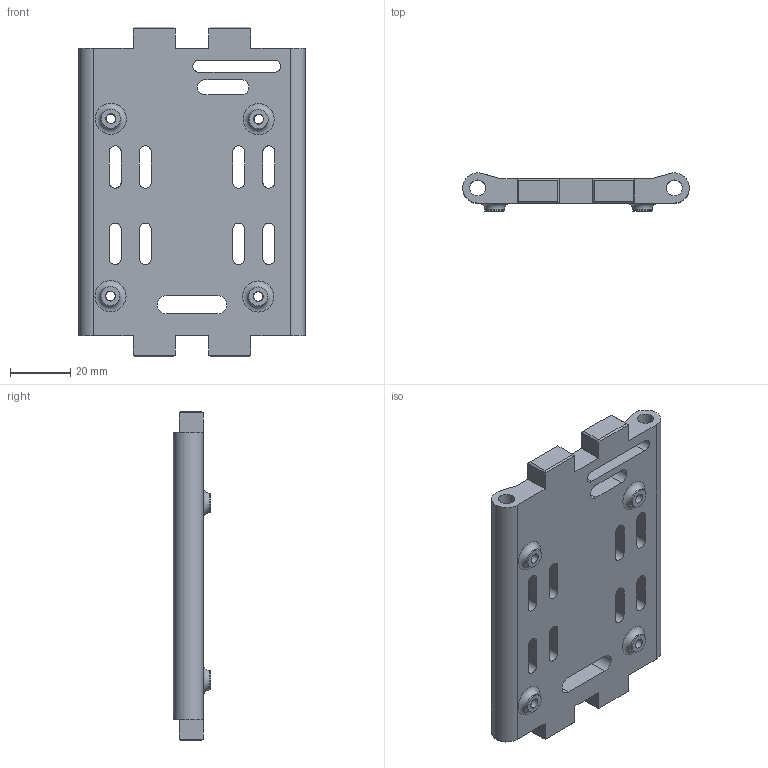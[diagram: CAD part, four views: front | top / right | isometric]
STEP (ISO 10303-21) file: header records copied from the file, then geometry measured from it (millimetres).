
FILE_DESCRIPTION(/* description */ (''),/* implementation_level */ '2;1');
FILE_NAME(/* name */ '5-Platform.step',/* time_stamp */ '2019-12-21T14:08:46-04:00',/* author */ (''),/* organization */ (''),/* preprocessor_version */ 'ST-DEVELOPER v18',/* originating_system */ 'Autodesk Translation Framework v8.12.0.6',/* authorisation */ '');
FILE_SCHEMA (('AUTOMOTIVE_DESIGN { 1 0 10303 214 3 1 1 }'));
Length unit declared in the file: millimetre
Products named in the file (1): Platform
Bounding box: 74.99 x 12.49 x 109 mm (x, y, z)
Volume: 50953.9 mm3; surface area: 23511.5 mm2
Topology: 1 solids, 1 shells, 139 faces, 398 edges, 262 vertices
Faces by surface type: plane 97, cylinder 38, torus 4
Full cylindrical faces by diameter (mm): 3.099 x4, 3.3 x4, 5.3 x2, 6.3 x4
Entity records: 4643 total; most frequent: CARTESIAN_POINT 800, ORIENTED_EDGE 796, DIRECTION 784, EDGE_CURVE 398, LINE 292, VECTOR 292, VERTEX_POINT 262, AXIS2_PLACEMENT_3D 246
